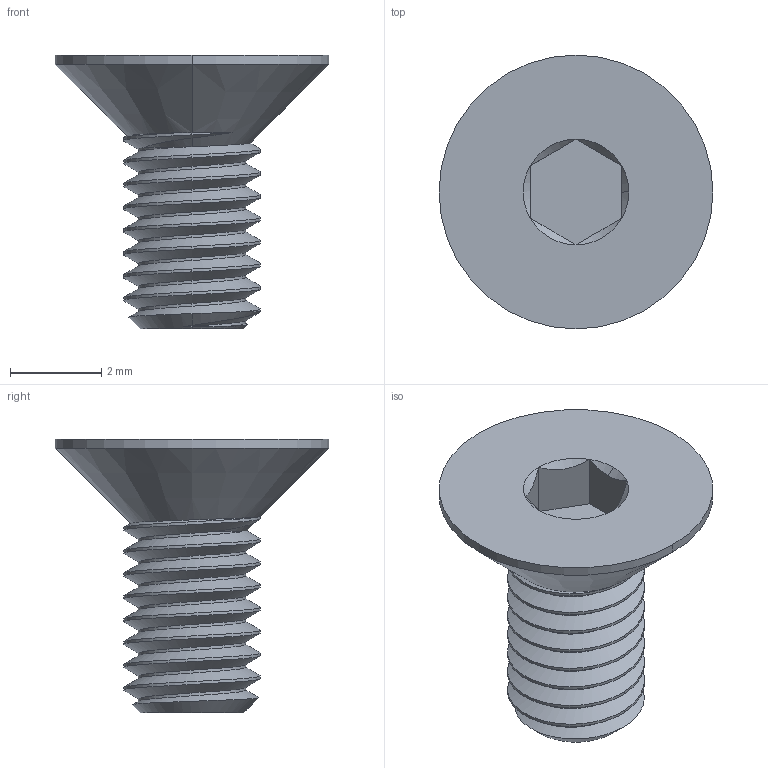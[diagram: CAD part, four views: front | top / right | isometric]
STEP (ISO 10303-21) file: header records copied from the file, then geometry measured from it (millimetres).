
FILE_DESCRIPTION (( 'STEP AP203' ), '1' );
FILE_NAME ('92125A126.step', '2014-02-20T13:45:39', ( 'Admin' ), ( 'Microsoft' ), 'SwSTEP 2.0', 'SolidWorks 2012', '' );
FILE_SCHEMA (( 'CONFIG_CONTROL_DESIGN' ));
Length unit declared in the file: millimetre
Products named in the file (1): 92125A126
Bounding box: 6 x 6 x 6 mm (x, y, z)
Volume: 50.5 mm3; surface area: 136 mm2
Topology: 1 solids, 1 shells, 60 faces, 155 edges, 98 vertices
Faces by surface type: cylinder 36, cone 13, plane 9, bspline 2
Entity records: 2782 total; most frequent: CARTESIAN_POINT 1469, ORIENTED_EDGE 310, DIRECTION 209, EDGE_CURVE 155, VERTEX_POINT 98, AXIS2_PLACEMENT_3D 78, EDGE_LOOP 61, FACE_OUTER_BOUND 60
